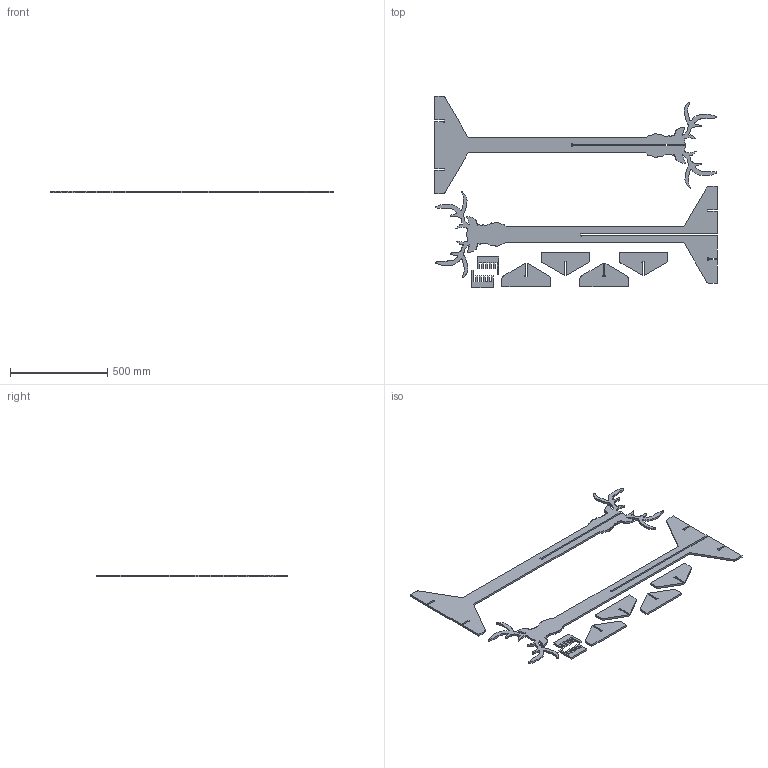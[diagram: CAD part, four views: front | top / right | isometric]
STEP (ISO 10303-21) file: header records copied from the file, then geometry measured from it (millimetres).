
FILE_DESCRIPTION(/* description */ (''),/* implementation_level */ '2;1');
FILE_NAME(/* name */ '4afc4393-cfd7-401a-89b2-5f84a695730e.stp',/* time_stamp */ '2021-05-21T12:00:36+00:00',/* author */ (''),/* organization */ (''),/* preprocessor_version */ 'ST-DEVELOPER v18.1',/* originating_system */ 'Autodesk Translation Framework v10.9.0.1377',/* authorisation */ '');
FILE_SCHEMA (('AUTOMOTIVE_DESIGN { 1 0 10303 214 3 1 1 }'));
Length unit declared in the file: centimetre
Products named in the file (3): Hanger; Comb_test v2; Comb_test v1
Assembly tree (2 placements, depth 2):
  Hanger
    Comb_test v2
    Comb_test v1
Bounding box: 1450 x 981.28 x 10 mm (x, y, z)
Volume: 2172162.7 mm3; surface area: 1032061.6 mm2
Topology: 8 solids, 8 shells, 177 faces, 485 edges, 324 vertices
Faces by surface type: plane 139, cylinder 30, bspline 8
Entity records: 10437 total; most frequent: CARTESIAN_POINT 5870, ORIENTED_EDGE 970, DIRECTION 876, EDGE_CURVE 485, LINE 408, VECTOR 408, VERTEX_POINT 324, AXIS2_PLACEMENT_3D 234
